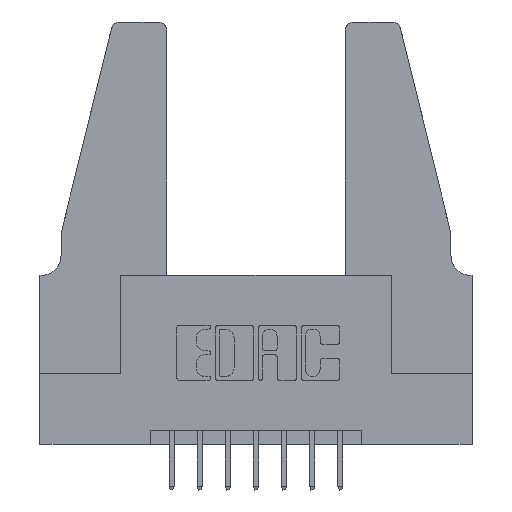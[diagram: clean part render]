
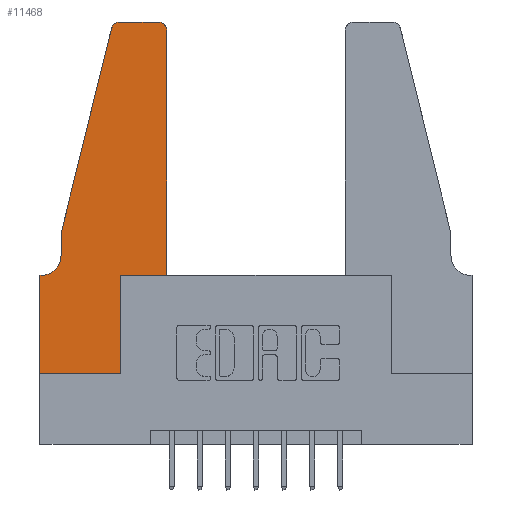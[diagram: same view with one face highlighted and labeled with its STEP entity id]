
A CAD part, top view. The second image highlights one B-rep face of the part: STEP entity #11468.
In plain terms, the highlighted planar face has unit normal (0, 0, 1).
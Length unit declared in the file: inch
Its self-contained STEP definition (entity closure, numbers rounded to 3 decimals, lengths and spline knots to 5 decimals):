
#3 = VECTOR ( 'NONE', #4737, 39.37008 ) ;
#33 = EDGE_CURVE ( 'NONE', #5593, #11785, #11980, .T. ) ;
#202 = DIRECTION ( 'NONE',  ( 1., 0., 0. ) ) ;
#290 = EDGE_CURVE ( 'NONE', #1488, #10394, #11528, .T. ) ;
#559 = VERTEX_POINT ( 'NONE', #8338 ) ;
#726 = DIRECTION ( 'NONE',  ( 0., 0., -1. ) ) ;
#854 = VECTOR ( 'NONE', #5814, 39.37008 ) ;
#870 = CARTESIAN_POINT ( 'NONE',  ( 0.25487, 1.22718, 0.37 ) ) ;
#897 = ORIENTED_EDGE ( 'NONE', *, *, #9690, .T. ) ;
#1121 = EDGE_CURVE ( 'NONE', #3686, #4479, #8891, .T. ) ;
#1224 = CARTESIAN_POINT ( 'NONE',  ( 0.284, 1.25, 0.37 ) ) ;
#1344 = EDGE_CURVE ( 'NONE', #4437, #3686, #10733, .T. ) ;
#1388 = LINE ( 'NONE', #10015, #3611 ) ;
#1488 = VERTEX_POINT ( 'NONE', #9473 ) ;
#1492 = CARTESIAN_POINT ( 'NONE',  ( 0.4205, 1.25, 0.37 ) ) ;
#1494 = ORIENTED_EDGE ( 'NONE', *, *, #8551, .T. ) ;
#1532 = ORIENTED_EDGE ( 'NONE', *, *, #2453, .T. ) ;
#1607 = DIRECTION ( 'NONE',  ( 1., 0., 0. ) ) ;
#1665 = ORIENTED_EDGE ( 'NONE', *, *, #290, .T. ) ;
#1979 = ORIENTED_EDGE ( 'NONE', *, *, #2869, .T. ) ;
#2239 = EDGE_LOOP ( 'NONE', ( #7806, #7711, #1979, #9493, #3678, #5773, #5774, #1665, #1532, #897, #1494, #9969 ) ) ;
#2453 = EDGE_CURVE ( 'NONE', #10394, #12349, #1388, .T. ) ;
#2463 = DIRECTION ( 'NONE',  ( 0., 0., 1. ) ) ;
#2546 = PLANE ( 'NONE',  #6484 ) ;
#2635 = CARTESIAN_POINT ( 'NONE',  ( 0.4505, 0.35, 0.37 ) ) ;
#2696 = CARTESIAN_POINT ( 'NONE',  ( 0.0755, 0.5, 0.37 ) ) ;
#2700 = FACE_OUTER_BOUND ( 'NONE', #2239, .T. ) ;
#2784 = CARTESIAN_POINT ( 'NONE',  ( 0.2605, 1.25, 0.37 ) ) ;
#2803 = CARTESIAN_POINT ( 'NONE',  ( 0.2865, 0., 0.37 ) ) ;
#2845 = CARTESIAN_POINT ( 'NONE',  ( 0.4505, 0.35, 0.37 ) ) ;
#2869 = EDGE_CURVE ( 'NONE', #10347, #5593, #10376, .T. ) ;
#3209 = CARTESIAN_POINT ( 'NONE',  ( 0.4505, 0.35, 0.37 ) ) ;
#3378 = CARTESIAN_POINT ( 'NONE',  ( 0., 0.35, 0.37 ) ) ;
#3397 = DIRECTION ( 'NONE',  ( -1., 0., 0. ) ) ;
#3611 = VECTOR ( 'NONE', #4259, 39.37008 ) ;
#3667 = CARTESIAN_POINT ( 'NONE',  ( 0.0755, 0.5, 0.37 ) ) ;
#3678 = ORIENTED_EDGE ( 'NONE', *, *, #9526, .T. ) ;
#3681 = VECTOR ( 'NONE', #12215, 39.37008 ) ;
#3686 = VERTEX_POINT ( 'NONE', #1492 ) ;
#3786 = CARTESIAN_POINT ( 'NONE',  ( 0.2865, 0.35, 0.37 ) ) ;
#3805 = VECTOR ( 'NONE', #7435, 39.37008 ) ;
#4225 = CARTESIAN_POINT ( 'NONE',  ( 0.4205, 1.22, 0.37 ) ) ;
#4259 = DIRECTION ( 'NONE',  ( 0., 1., 0. ) ) ;
#4431 = CIRCLE ( 'NONE', #4876, 0.03 ) ;
#4437 = VERTEX_POINT ( 'NONE', #11768 ) ;
#4479 = VERTEX_POINT ( 'NONE', #1224 ) ;
#4616 = DIRECTION ( 'NONE',  ( 1., 0., 0. ) ) ;
#4737 = DIRECTION ( 'NONE',  ( -0.239, -0.971, 0. ) ) ;
#4876 = AXIS2_PLACEMENT_3D ( 'NONE', #9213, #7407, #4616 ) ;
#5057 = EDGE_CURVE ( 'NONE', #559, #1488, #8507, .T. ) ;
#5593 = VERTEX_POINT ( 'NONE', #6001 ) ;
#5607 = AXIS2_PLACEMENT_3D ( 'NONE', #6401, #726, #11361 ) ;
#5773 = ORIENTED_EDGE ( 'NONE', *, *, #9446, .T. ) ;
#5774 = ORIENTED_EDGE ( 'NONE', *, *, #5057, .T. ) ;
#5814 = DIRECTION ( 'NONE',  ( 0., -1., 0. ) ) ;
#5928 = CARTESIAN_POINT ( 'NONE',  ( 0., 0., 0.37 ) ) ;
#6001 = CARTESIAN_POINT ( 'NONE',  ( 0.0755, 0.5, 0.37 ) ) ;
#6039 = LINE ( 'NONE', #3209, #8000 ) ;
#6055 = DIRECTION ( 'NONE',  ( 0., 0., 1. ) ) ;
#6401 = CARTESIAN_POINT ( 'NONE',  ( 0.0055, 0.42, 0.37 ) ) ;
#6484 = AXIS2_PLACEMENT_3D ( 'NONE', #3378, #2463, #1607 ) ;
#7407 = DIRECTION ( 'NONE',  ( 0., 0., 1. ) ) ;
#7435 = DIRECTION ( 'NONE',  ( -1., 0., 0. ) ) ;
#7711 = ORIENTED_EDGE ( 'NONE', *, *, #7995, .T. ) ;
#7733 = VECTOR ( 'NONE', #202, 39.37008 ) ;
#7796 = CARTESIAN_POINT ( 'NONE',  ( 0., 0., 0.37 ) ) ;
#7806 = ORIENTED_EDGE ( 'NONE', *, *, #1121, .T. ) ;
#7995 = EDGE_CURVE ( 'NONE', #4479, #10347, #4431, .T. ) ;
#8000 = VECTOR ( 'NONE', #11765, 39.37008 ) ;
#8338 = CARTESIAN_POINT ( 'NONE',  ( 0., 0.35, 0.37 ) ) ;
#8507 = LINE ( 'NONE', #5928, #854 ) ;
#8551 = EDGE_CURVE ( 'NONE', #11614, #4437, #6039, .T. ) ;
#8579 = CIRCLE ( 'NONE', #5607, 0.07 ) ;
#8811 = CARTESIAN_POINT ( 'NONE',  ( 0.0055, 0.35, 0.37 ) ) ;
#8891 = LINE ( 'NONE', #2784, #3805 ) ;
#9213 = CARTESIAN_POINT ( 'NONE',  ( 0.284, 1.22, 0.37 ) ) ;
#9399 = AXIS2_PLACEMENT_3D ( 'NONE', #4225, #6055, #10831 ) ;
#9446 = EDGE_CURVE ( 'NONE', #11229, #559, #10558, .T. ) ;
#9473 = CARTESIAN_POINT ( 'NONE',  ( 0., 0., 0.37 ) ) ;
#9474 = LINE ( 'NONE', #2845, #10708 ) ;
#9485 = VECTOR ( 'NONE', #3397, 39.37008 ) ;
#9493 = ORIENTED_EDGE ( 'NONE', *, *, #33, .T. ) ;
#9526 = EDGE_CURVE ( 'NONE', #11785, #11229, #8579, .T. ) ;
#9690 = EDGE_CURVE ( 'NONE', #12349, #11614, #9474, .T. ) ;
#9969 = ORIENTED_EDGE ( 'NONE', *, *, #1344, .T. ) ;
#10015 = CARTESIAN_POINT ( 'NONE',  ( 0.2865, 0.35, 0.37 ) ) ;
#10217 = CARTESIAN_POINT ( 'NONE',  ( 0.0755, 0.35, 0.37 ) ) ;
#10347 = VERTEX_POINT ( 'NONE', #870 ) ;
#10376 = LINE ( 'NONE', #3667, #3 ) ;
#10394 = VERTEX_POINT ( 'NONE', #2803 ) ;
#10558 = LINE ( 'NONE', #10217, #9485 ) ;
#10620 = CARTESIAN_POINT ( 'NONE',  ( 0.0755, 0.42, 0.37 ) ) ;
#10708 = VECTOR ( 'NONE', #11440, 39.37008 ) ;
#10733 = CIRCLE ( 'NONE', #9399, 0.03 ) ;
#10831 = DIRECTION ( 'NONE',  ( 1., 0., 0. ) ) ;
#11229 = VERTEX_POINT ( 'NONE', #8811 ) ;
#11361 = DIRECTION ( 'NONE',  ( -1., 0., 0. ) ) ;
#11440 = DIRECTION ( 'NONE',  ( 1., 0., 0. ) ) ;
#11468 = ADVANCED_FACE ( 'NONE', ( #2700 ), #2546, .T. ) ;
#11528 = LINE ( 'NONE', #7796, #7733 ) ;
#11614 = VERTEX_POINT ( 'NONE', #2635 ) ;
#11765 = DIRECTION ( 'NONE',  ( 0., 1., 0. ) ) ;
#11768 = CARTESIAN_POINT ( 'NONE',  ( 0.4505, 1.22, 0.37 ) ) ;
#11785 = VERTEX_POINT ( 'NONE', #10620 ) ;
#11980 = LINE ( 'NONE', #2696, #3681 ) ;
#12215 = DIRECTION ( 'NONE',  ( 0., -1., 0. ) ) ;
#12349 = VERTEX_POINT ( 'NONE', #3786 ) ;
